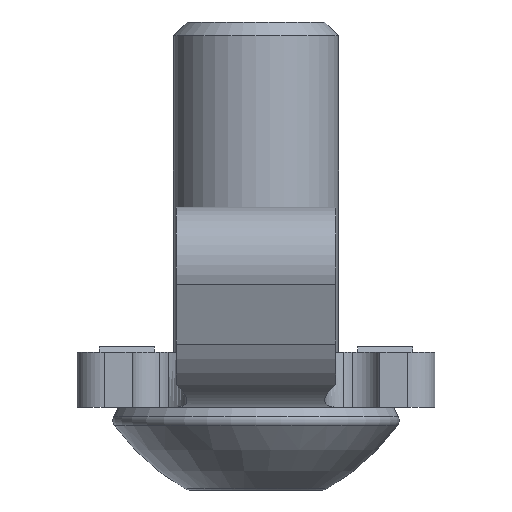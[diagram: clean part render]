
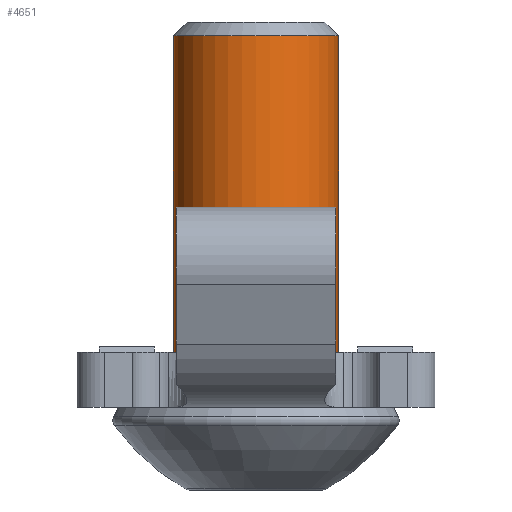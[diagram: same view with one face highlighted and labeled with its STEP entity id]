
A CAD part, left-side view. The second image highlights one B-rep face of the part: STEP entity #4651.
In plain terms, the highlighted cylindrical face has radius 3 mm (diameter 6 mm), a partial arc.
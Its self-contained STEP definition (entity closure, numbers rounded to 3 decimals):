
#87 = CARTESIAN_POINT ( 'NONE',  ( 0., 0., 0. ) ) ;
#118 = CARTESIAN_POINT ( 'NONE',  ( 0., -13.5, 0. ) ) ;
#176 = CARTESIAN_POINT ( 'NONE',  ( 0., 3.746, -3. ) ) ;
#238 = CARTESIAN_POINT ( 'NONE',  ( 0., 3.746, 3. ) ) ;
#468 = DIRECTION ( 'NONE',  ( 0., 1., 0. ) ) ;
#644 = DIRECTION ( 'NONE',  ( 0., 0., 1. ) ) ;
#722 = DIRECTION ( 'NONE',  ( 0., 0., 1. ) ) ;
#723 = DIRECTION ( 'NONE',  ( 0., -1., 0. ) ) ;
#823 = DIRECTION ( 'NONE',  ( 0., 1., 0. ) ) ;
#827 = ORIENTED_EDGE ( 'NONE', *, *, #2374, .T. ) ;
#828 = EDGE_LOOP ( 'NONE', ( #1182, #827, #1002, #1031 ) ) ;
#1002 = ORIENTED_EDGE ( 'NONE', *, *, #2315, .T. ) ;
#1003 = DIRECTION ( 'NONE',  ( 0., 1., 0. ) ) ;
#1031 = ORIENTED_EDGE ( 'NONE', *, *, #2311, .T. ) ;
#1182 = ORIENTED_EDGE ( 'NONE', *, *, #2399, .F. ) ;
#1680 = CARTESIAN_POINT ( 'NONE',  ( 0., 3.746, 0. ) ) ;
#1730 = DIRECTION ( 'NONE',  ( 0., 0., 1. ) ) ;
#1840 = DIRECTION ( 'NONE',  ( 0., 1., 0. ) ) ;
#2311 = EDGE_CURVE ( 'NONE', #3823, #3557, #3881, .T. ) ;
#2315 = EDGE_CURVE ( 'NONE', #3439, #3823, #3518, .T. ) ;
#2374 = EDGE_CURVE ( 'NONE', #3799, #3439, #3419, .T. ) ;
#2399 = EDGE_CURVE ( 'NONE', #3799, #3557, #3446, .T. ) ;
#2762 = CARTESIAN_POINT ( 'NONE',  ( 0., -13.5, -3. ) ) ;
#2775 = CARTESIAN_POINT ( 'NONE',  ( 0., -13.5, 3. ) ) ;
#2826 = CARTESIAN_POINT ( 'NONE',  ( 0., 0., -3. ) ) ;
#2888 = CARTESIAN_POINT ( 'NONE',  ( 0., 0., 3. ) ) ;
#3057 = FACE_OUTER_BOUND ( 'NONE', #828, .T. ) ;
#3137 = AXIS2_PLACEMENT_3D ( 'NONE', #1680, #1840, #1730 ) ;
#3303 = AXIS2_PLACEMENT_3D ( 'NONE', #87, #723, #722 ) ;
#3308 = AXIS2_PLACEMENT_3D ( 'NONE', #118, #823, #644 ) ;
#3370 = CYLINDRICAL_SURFACE ( 'NONE', #3137, 3. ) ;
#3419 = CIRCLE ( 'NONE', #3308, 3. ) ;
#3439 = VERTEX_POINT ( 'NONE', #2775 ) ;
#3446 = LINE ( 'NONE', #176, #3702 ) ;
#3518 = LINE ( 'NONE', #238, #3620 ) ;
#3557 = VERTEX_POINT ( 'NONE', #2826 ) ;
#3620 = VECTOR ( 'NONE', #1003, 1000. ) ;
#3702 = VECTOR ( 'NONE', #468, 1000. ) ;
#3799 = VERTEX_POINT ( 'NONE', #2762 ) ;
#3823 = VERTEX_POINT ( 'NONE', #2888 ) ;
#3881 = CIRCLE ( 'NONE', #3303, 3. ) ;
#4651 = ADVANCED_FACE ( 'NONE', ( #3057 ), #3370, .T. ) ;
